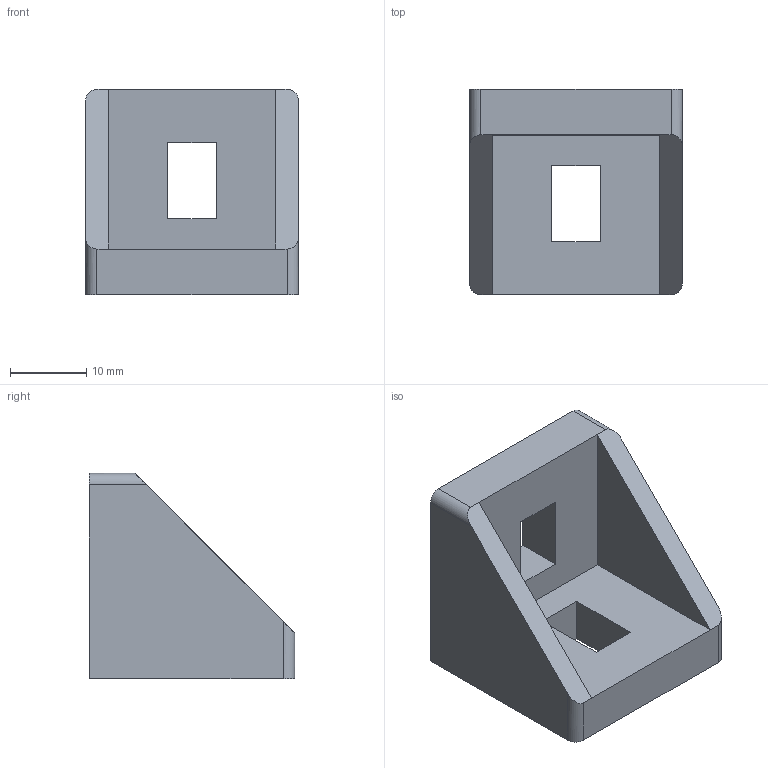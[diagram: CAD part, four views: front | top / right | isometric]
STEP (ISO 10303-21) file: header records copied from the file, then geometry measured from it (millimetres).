
FILE_DESCRIPTION(('STEP AP214'),'1');
FILE_NAME('cctmp_24E36C43-0649-4400-9418-E772647FF493_2020_1_10_11_11_4_871..stp','2020-01-10T10:11:04',('Bosch Rexroth AG'),('CADClick - www.CADClick.com'),'Spatial InterOp 3D',' ','unknown authorization - (Healing Option Enabled)');
FILE_SCHEMA(('AUTOMOTIVE_DESIGN'));
Length unit declared in the file: millimetre
Products named in the file (1): 2020_01_10__11-11-04-871
Bounding box: 28 x 27 x 27 mm (x, y, z)
Volume: 8606.8 mm3; surface area: 4526.3 mm2
Topology: 1 solids, 1 shells, 24 faces, 62 edges, 40 vertices
Faces by surface type: plane 20, cylinder 4
Entity records: 970 total; most frequent: CARTESIAN_POINT 163, ORIENTED_EDGE 124, DIRECTION 112, EDGE_CURVE 62, LINE 54, VECTOR 54, VERTEX_POINT 40, AXIS2_PLACEMENT_3D 29
